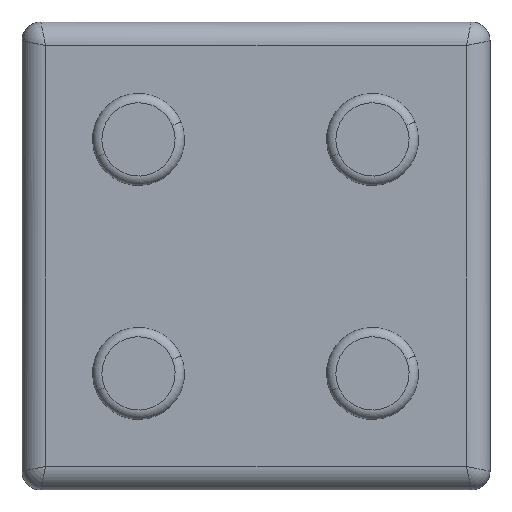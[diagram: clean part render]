
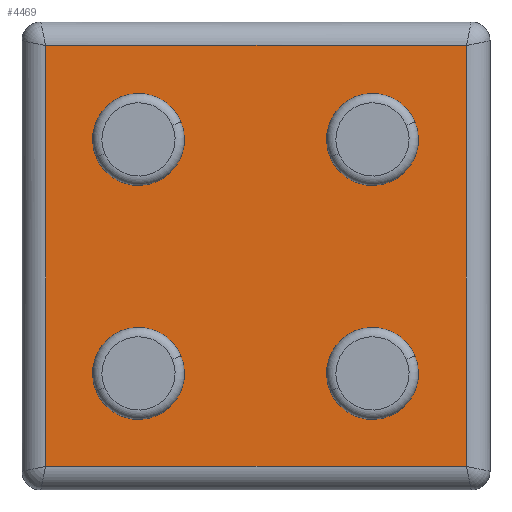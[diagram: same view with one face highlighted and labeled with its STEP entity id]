
A CAD part, top view. The second image highlights one B-rep face of the part: STEP entity #4469.
In plain terms, the highlighted planar face has unit normal (0, 0, 1).
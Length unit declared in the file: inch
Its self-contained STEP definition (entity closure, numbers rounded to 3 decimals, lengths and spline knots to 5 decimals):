
#5 = VERTEX_POINT ( 'NONE', #107 ) ;
#12 = EDGE_CURVE ( 'NONE', #198, #5, #213, .T. ) ;
#66 = CARTESIAN_POINT ( 'NONE',  ( -0.89955, 0.89955, 0.125 ) ) ;
#78 = CIRCLE ( 'NONE', #79, 0.14 ) ;
#79 = AXIS2_PLACEMENT_3D ( 'NONE', #80, #81, #82 ) ;
#80 = CARTESIAN_POINT ( 'NONE',  ( 0.49782, 0.49782, 0.125 ) ) ;
#81 = DIRECTION ( 'NONE',  ( 0., 0., 1. ) ) ;
#82 = DIRECTION ( 'NONE',  ( 1., 0., 0. ) ) ;
#93 = CARTESIAN_POINT ( 'NONE',  ( 0.89955, -0.89955, 0.125 ) ) ;
#107 = CARTESIAN_POINT ( 'NONE',  ( 0.63782, -0.50218, 0.125 ) ) ;
#135 = CARTESIAN_POINT ( 'NONE',  ( 0.89955, 0.89955, 0.125 ) ) ;
#174 = LINE ( 'NONE', #175, #176 ) ;
#175 = CARTESIAN_POINT ( 'NONE',  ( -1., -0.89955, 0.125 ) ) ;
#176 = VECTOR ( 'NONE', #177, 39.37008 ) ;
#177 = DIRECTION ( 'NONE',  ( 1., 0., 0. ) ) ;
#198 = VERTEX_POINT ( 'NONE', #3124 ) ;
#213 = CIRCLE ( 'NONE', #214, 0.14 ) ;
#214 = AXIS2_PLACEMENT_3D ( 'NONE', #215, #216, #217 ) ;
#215 = CARTESIAN_POINT ( 'NONE',  ( 0.49782, -0.50218, 0.125 ) ) ;
#216 = DIRECTION ( 'NONE',  ( 0., 0., 1. ) ) ;
#217 = DIRECTION ( 'NONE',  ( 1., 0., 0. ) ) ;
#218 = FACE_OUTER_BOUND ( 'NONE', #4461, .T. ) ;
#219 = FACE_BOUND ( 'NONE', #4600, .T. ) ;
#220 = FACE_BOUND ( 'NONE', #4549, .T. ) ;
#221 = FACE_BOUND ( 'NONE', #4495, .T. ) ;
#222 = FACE_BOUND ( 'NONE', #4102, .T. ) ;
#223 = PLANE ( 'NONE',  #224 ) ;
#224 = AXIS2_PLACEMENT_3D ( 'NONE', #225, #226, #227 ) ;
#225 = CARTESIAN_POINT ( 'NONE',  ( -1., 1., 0.125 ) ) ;
#226 = DIRECTION ( 'NONE',  ( 0., 0., -1. ) ) ;
#227 = DIRECTION ( 'NONE',  ( -1., 0., 0. ) ) ;
#228 = LINE ( 'NONE', #229, #230 ) ;
#229 = CARTESIAN_POINT ( 'NONE',  ( 0.89955, 1., 0.125 ) ) ;
#230 = VECTOR ( 'NONE', #232, 39.37008 ) ;
#232 = DIRECTION ( 'NONE',  ( 0., 1., 0. ) ) ;
#239 = CARTESIAN_POINT ( 'NONE',  ( 0.35782, 0.49782, 0.125 ) ) ;
#251 = LINE ( 'NONE', #252, #253 ) ;
#252 = CARTESIAN_POINT ( 'NONE',  ( -1., 0.89955, 0.125 ) ) ;
#253 = VECTOR ( 'NONE', #254, 39.37008 ) ;
#254 = DIRECTION ( 'NONE',  ( -1., 0., 0. ) ) ;
#255 = CIRCLE ( 'NONE', #256, 0.14 ) ;
#256 = AXIS2_PLACEMENT_3D ( 'NONE', #257, #258, #259 ) ;
#257 = CARTESIAN_POINT ( 'NONE',  ( -0.50218, -0.50218, 0.125 ) ) ;
#258 = DIRECTION ( 'NONE',  ( 0., 0., 1. ) ) ;
#259 = DIRECTION ( 'NONE',  ( 1., 0., 0. ) ) ;
#271 = CARTESIAN_POINT ( 'NONE',  ( -0.64218, -0.50218, 0.125 ) ) ;
#284 = CIRCLE ( 'NONE', #285, 0.14 ) ;
#285 = AXIS2_PLACEMENT_3D ( 'NONE', #286, #287, #288 ) ;
#286 = CARTESIAN_POINT ( 'NONE',  ( -0.50218, 0.49782, 0.125 ) ) ;
#287 = DIRECTION ( 'NONE',  ( 0., 0., 1. ) ) ;
#288 = DIRECTION ( 'NONE',  ( 1., 0., 0. ) ) ;
#1097 = CARTESIAN_POINT ( 'NONE',  ( -0.36218, -0.50218, 0.125 ) ) ;
#1974 = CARTESIAN_POINT ( 'NONE',  ( 0.63782, 0.49782, 0.125 ) ) ;
#2051 = CIRCLE ( 'NONE', #2052, 0.14 ) ;
#2052 = AXIS2_PLACEMENT_3D ( 'NONE', #2053, #2054, #2057 ) ;
#2053 = CARTESIAN_POINT ( 'NONE',  ( -0.50218, -0.50218, 0.125 ) ) ;
#2054 = DIRECTION ( 'NONE',  ( 0., 0., 1. ) ) ;
#2057 = DIRECTION ( 'NONE',  ( 1., 0., 0. ) ) ;
#2091 = CIRCLE ( 'NONE', #2092, 0.14 ) ;
#2092 = AXIS2_PLACEMENT_3D ( 'NONE', #2093, #2094, #2095 ) ;
#2093 = CARTESIAN_POINT ( 'NONE',  ( 0.49782, 0.49782, 0.125 ) ) ;
#2094 = DIRECTION ( 'NONE',  ( 0., 0., 1. ) ) ;
#2095 = DIRECTION ( 'NONE',  ( 1., 0., 0. ) ) ;
#2102 = CARTESIAN_POINT ( 'NONE',  ( -0.36218, 0.49782, 0.125 ) ) ;
#2158 = CARTESIAN_POINT ( 'NONE',  ( -0.64218, 0.49782, 0.125 ) ) ;
#2222 = CIRCLE ( 'NONE', #2223, 0.14 ) ;
#2223 = AXIS2_PLACEMENT_3D ( 'NONE', #2224, #2225, #2226 ) ;
#2224 = CARTESIAN_POINT ( 'NONE',  ( -0.50218, 0.49782, 0.125 ) ) ;
#2225 = DIRECTION ( 'NONE',  ( 0., 0., 1. ) ) ;
#2226 = DIRECTION ( 'NONE',  ( 1., 0., 0. ) ) ;
#2265 = CIRCLE ( 'NONE', #2266, 0.14 ) ;
#2266 = AXIS2_PLACEMENT_3D ( 'NONE', #2267, #2268, #2269 ) ;
#2267 = CARTESIAN_POINT ( 'NONE',  ( 0.49782, -0.50218, 0.125 ) ) ;
#2268 = DIRECTION ( 'NONE',  ( 0., 0., 1. ) ) ;
#2269 = DIRECTION ( 'NONE',  ( 1., 0., 0. ) ) ;
#3094 = CARTESIAN_POINT ( 'NONE',  ( -0.89955, -0.89955, 0.125 ) ) ;
#3124 = CARTESIAN_POINT ( 'NONE',  ( 0.35782, -0.50218, 0.125 ) ) ;
#3156 = LINE ( 'NONE', #3157, #3158 ) ;
#3157 = CARTESIAN_POINT ( 'NONE',  ( -0.89955, 1., 0.125 ) ) ;
#3158 = VECTOR ( 'NONE', #3159, 39.37008 ) ;
#3159 = DIRECTION ( 'NONE',  ( 0., -1., 0. ) ) ;
#3277 = VERTEX_POINT ( 'NONE', #66 ) ;
#3310 = EDGE_CURVE ( 'NONE', #4583, #4575, #78, .T. ) ;
#3471 = VERTEX_POINT ( 'NONE', #135 ) ;
#3640 = ORIENTED_EDGE ( 'NONE', *, *, #3310, .F. ) ;
#3674 = EDGE_CURVE ( 'NONE', #3471, #3277, #251, .T. ) ;
#4002 = ORIENTED_EDGE ( 'NONE', *, *, #3674, .T. ) ;
#4101 = VERTEX_POINT ( 'NONE', #2158 ) ;
#4102 = EDGE_LOOP ( 'NONE', ( #3640, #4564 ) ) ;
#4319 = ORIENTED_EDGE ( 'NONE', *, *, #4690, .F. ) ;
#4461 = EDGE_LOOP ( 'NONE', ( #4002, #4683, #4650, #4616 ) ) ;
#4469 = ADVANCED_FACE ( 'NONE', ( #218, #219, #220, #221, #222 ), #223, .F. ) ;
#4472 = EDGE_CURVE ( 'NONE', #4686, #4101, #284, .T. ) ;
#4482 = ORIENTED_EDGE ( 'NONE', *, *, #4472, .F. ) ;
#4495 = EDGE_LOOP ( 'NONE', ( #4482, #4319 ) ) ;
#4500 = ORIENTED_EDGE ( 'NONE', *, *, #12, .F. ) ;
#4514 = EDGE_CURVE ( 'NONE', #5, #198, #2265, .T. ) ;
#4529 = ORIENTED_EDGE ( 'NONE', *, *, #4514, .F. ) ;
#4549 = EDGE_LOOP ( 'NONE', ( #4529, #4500 ) ) ;
#4559 = ORIENTED_EDGE ( 'NONE', *, *, #4710, .F. ) ;
#4564 = ORIENTED_EDGE ( 'NONE', *, *, #4585, .F. ) ;
#4575 = VERTEX_POINT ( 'NONE', #239 ) ;
#4576 = EDGE_CURVE ( 'NONE', #4704, #4722, #255, .T. ) ;
#4583 = VERTEX_POINT ( 'NONE', #1974 ) ;
#4585 = EDGE_CURVE ( 'NONE', #4575, #4583, #2091, .T. ) ;
#4586 = ORIENTED_EDGE ( 'NONE', *, *, #4576, .F. ) ;
#4600 = EDGE_LOOP ( 'NONE', ( #4586, #4559 ) ) ;
#4605 = EDGE_CURVE ( 'NONE', #4632, #3471, #228, .T. ) ;
#4616 = ORIENTED_EDGE ( 'NONE', *, *, #4605, .T. ) ;
#4632 = VERTEX_POINT ( 'NONE', #93 ) ;
#4636 = EDGE_CURVE ( 'NONE', #4663, #4632, #174, .T. ) ;
#4650 = ORIENTED_EDGE ( 'NONE', *, *, #4636, .T. ) ;
#4663 = VERTEX_POINT ( 'NONE', #3094 ) ;
#4668 = EDGE_CURVE ( 'NONE', #3277, #4663, #3156, .T. ) ;
#4683 = ORIENTED_EDGE ( 'NONE', *, *, #4668, .T. ) ;
#4686 = VERTEX_POINT ( 'NONE', #2102 ) ;
#4690 = EDGE_CURVE ( 'NONE', #4101, #4686, #2222, .T. ) ;
#4704 = VERTEX_POINT ( 'NONE', #1097 ) ;
#4710 = EDGE_CURVE ( 'NONE', #4722, #4704, #2051, .T. ) ;
#4722 = VERTEX_POINT ( 'NONE', #271 ) ;
